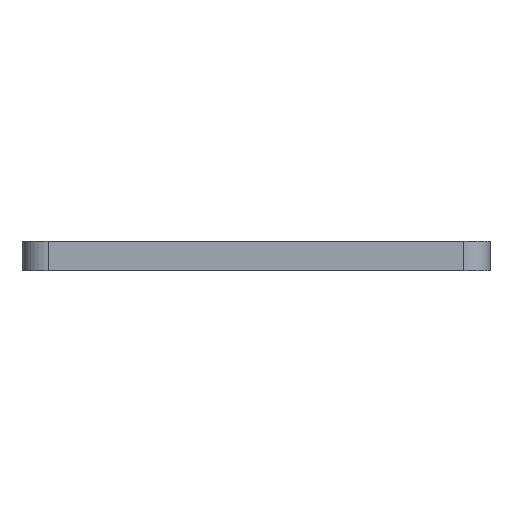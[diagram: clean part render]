
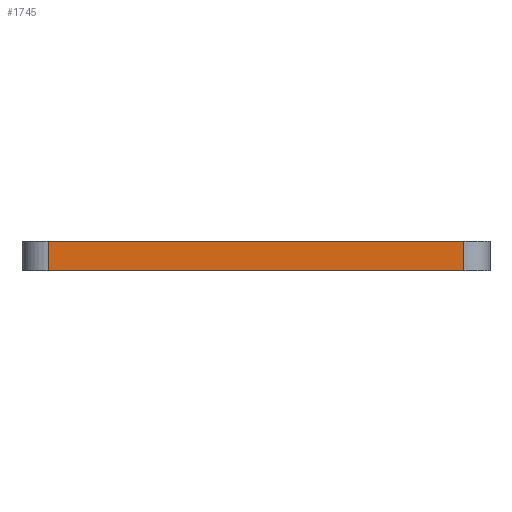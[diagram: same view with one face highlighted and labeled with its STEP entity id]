
A CAD part, left-side view. The second image highlights one B-rep face of the part: STEP entity #1745.
In plain terms, the highlighted planar face has unit normal (-1, 0, 0).
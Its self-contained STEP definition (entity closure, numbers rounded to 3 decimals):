
#148 = DIRECTION ( 'NONE',  ( 0., 0., -1. ) ) ;
#217 = LINE ( 'NONE', #4088, #2133 ) ;
#251 = VERTEX_POINT ( 'NONE', #2353 ) ;
#260 = EDGE_CURVE ( 'NONE', #1104, #251, #2986, .T. ) ;
#311 = DIRECTION ( 'NONE',  ( 0., 1., 0. ) ) ;
#332 = CARTESIAN_POINT ( 'NONE',  ( -37.5, 34., -40. ) ) ;
#386 = CARTESIAN_POINT ( 'NONE',  ( -37.5, -37.5, -45. ) ) ;
#390 = ORIENTED_EDGE ( 'NONE', *, *, #260, .T. ) ;
#417 = VECTOR ( 'NONE', #3657, 1000. ) ;
#610 = EDGE_CURVE ( 'NONE', #3337, #2205, #1461, .T. ) ;
#624 = CARTESIAN_POINT ( 'NONE',  ( -37.5, 34., -45. ) ) ;
#1104 = VERTEX_POINT ( 'NONE', #4047 ) ;
#1222 = PLANE ( 'NONE',  #3332 ) ;
#1322 = ORIENTED_EDGE ( 'NONE', *, *, #610, .F. ) ;
#1461 = LINE ( 'NONE', #2721, #1632 ) ;
#1632 = VECTOR ( 'NONE', #2946, 1000. ) ;
#1745 = ADVANCED_FACE ( 'NONE', ( #3094 ), #1222, .F. ) ;
#2133 = VECTOR ( 'NONE', #3848, 1000. ) ;
#2156 = CARTESIAN_POINT ( 'NONE',  ( -37.5, 34., -45. ) ) ;
#2184 = DIRECTION ( 'NONE',  ( 1., 0., 0. ) ) ;
#2205 = VERTEX_POINT ( 'NONE', #2659 ) ;
#2223 = EDGE_CURVE ( 'NONE', #251, #2205, #3330, .T. ) ;
#2259 = ORIENTED_EDGE ( 'NONE', *, *, #4103, .F. ) ;
#2353 = CARTESIAN_POINT ( 'NONE',  ( -37.5, -37.5, -40. ) ) ;
#2375 = VECTOR ( 'NONE', #311, 1000. ) ;
#2659 = CARTESIAN_POINT ( 'NONE',  ( -37.5, 34., -40. ) ) ;
#2721 = CARTESIAN_POINT ( 'NONE',  ( -37.5, 34., -45. ) ) ;
#2834 = EDGE_LOOP ( 'NONE', ( #2981, #1322, #2259, #390 ) ) ;
#2946 = DIRECTION ( 'NONE',  ( 0., 0., 1. ) ) ;
#2981 = ORIENTED_EDGE ( 'NONE', *, *, #2223, .T. ) ;
#2986 = LINE ( 'NONE', #386, #417 ) ;
#3094 = FACE_OUTER_BOUND ( 'NONE', #2834, .T. ) ;
#3330 = LINE ( 'NONE', #332, #2375 ) ;
#3332 = AXIS2_PLACEMENT_3D ( 'NONE', #2156, #2184, #148 ) ;
#3337 = VERTEX_POINT ( 'NONE', #624 ) ;
#3657 = DIRECTION ( 'NONE',  ( 0., 0., 1. ) ) ;
#3848 = DIRECTION ( 'NONE',  ( 0., 1., 0. ) ) ;
#4047 = CARTESIAN_POINT ( 'NONE',  ( -37.5, -37.5, -45. ) ) ;
#4088 = CARTESIAN_POINT ( 'NONE',  ( -37.5, 34., -45. ) ) ;
#4103 = EDGE_CURVE ( 'NONE', #1104, #3337, #217, .T. ) ;
